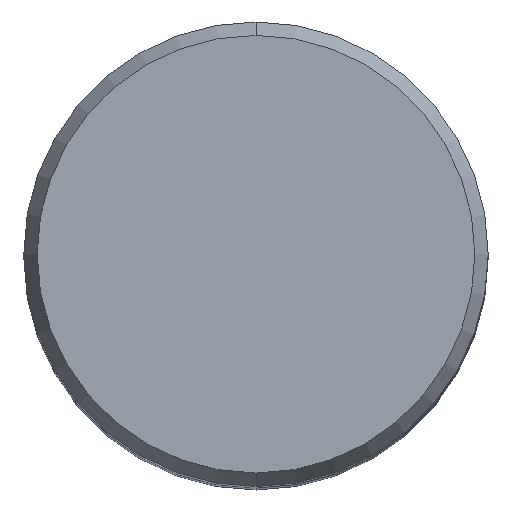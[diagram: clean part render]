
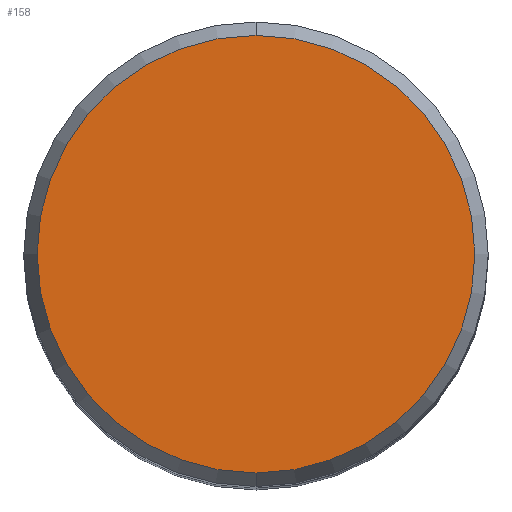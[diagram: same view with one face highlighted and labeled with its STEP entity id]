
A CAD part, top view. The second image highlights one B-rep face of the part: STEP entity #158.
In plain terms, the highlighted planar face has unit normal (0, 0, 1).
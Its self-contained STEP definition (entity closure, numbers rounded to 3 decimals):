
#90=VERTEX_POINT('',#211);
#92=EDGE_CURVE('',#90,#136,#213,.T.);
#136=VERTEX_POINT('',#265);
#146=EDGE_CURVE('',#136,#90,#275,.T.);
#158=ADVANCED_FACE('',(#288),#289,.T.);
#211=CARTESIAN_POINT('',(0.,-14.958,0.01));
#213=CIRCLE('',#343,14.958);
#265=CARTESIAN_POINT('',(0.0,14.958,0.01));
#275=CIRCLE('',#421,14.958);
#288=FACE_OUTER_BOUND('',#437,.T.);
#289=PLANE('',#438);
#343=AXIS2_PLACEMENT_3D('',#477,#478,#479);
#421=AXIS2_PLACEMENT_3D('',#569,#570,#571);
#437=EDGE_LOOP('',(#585,#586));
#438=AXIS2_PLACEMENT_3D('',#587,#588,#589);
#477=CARTESIAN_POINT('',(0.0,0.0,0.01));
#478=DIRECTION('',(0.0,0.0,-1.0));
#479=DIRECTION('',(0.0,1.0,0.0));
#569=CARTESIAN_POINT('',(0.0,0.0,0.01));
#570=DIRECTION('',(0.0,0.0,-1.0));
#571=DIRECTION('',(0.0,1.0,0.0));
#585=ORIENTED_EDGE('',*,*,#146,.F.);
#586=ORIENTED_EDGE('',*,*,#92,.F.);
#587=CARTESIAN_POINT('',(0.0,7.479,0.01));
#588=DIRECTION('',(-0.0,0.0,1.0));
#589=DIRECTION('',(0.0,-1.0,0.0));
